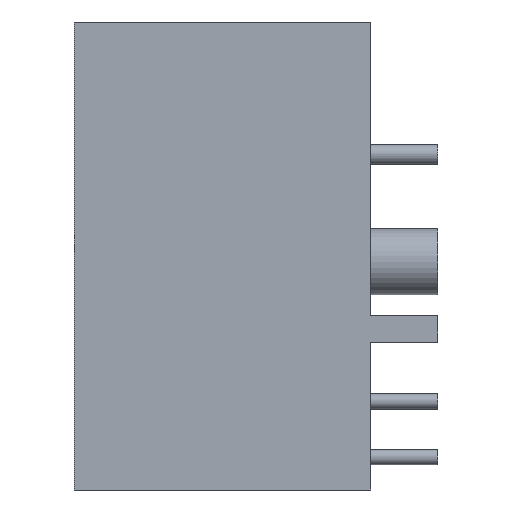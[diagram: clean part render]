
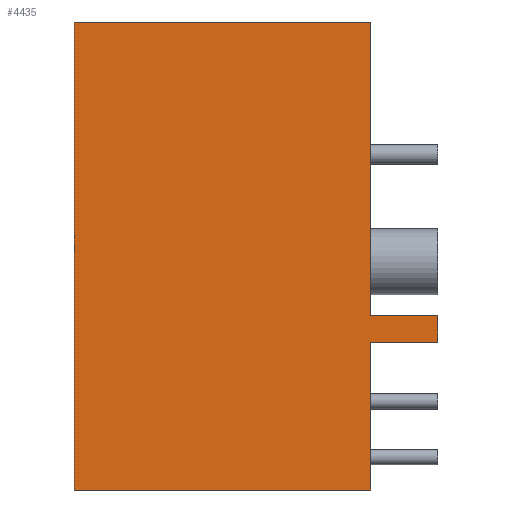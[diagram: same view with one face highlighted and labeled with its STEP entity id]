
A CAD part, left-side view. The second image highlights one B-rep face of the part: STEP entity #4435.
In plain terms, the highlighted planar face has unit normal (-1, 0, 0).
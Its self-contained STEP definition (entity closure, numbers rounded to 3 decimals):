
#411 = LINE ( 'NONE', #412, #413 ) ;
#412 = CARTESIAN_POINT ( 'NONE',  ( -8.02, 0., -21.3 ) ) ;
#413 = VECTOR ( 'NONE', #414, 1000. ) ;
#414 = DIRECTION ( 'NONE',  ( 0., 0., 1. ) ) ;
#615 = CARTESIAN_POINT ( 'NONE',  ( -8.02, 0., -21.3 ) ) ;
#721 = EDGE_CURVE ( 'NONE', #4451, #4518, #3844, .T. ) ;
#816 = CARTESIAN_POINT ( 'NONE',  ( -8.02, 13.5, 0. ) ) ;
#833 = CARTESIAN_POINT ( 'NONE',  ( -8.02, -3.05, -14.57 ) ) ;
#884 = FACE_OUTER_BOUND ( 'NONE', #4510, .T. ) ;
#885 = PLANE ( 'NONE',  #886 ) ;
#886 = AXIS2_PLACEMENT_3D ( 'NONE', #887, #888, #889 ) ;
#887 = CARTESIAN_POINT ( 'NONE',  ( -8.02, 0., -21.3 ) ) ;
#888 = DIRECTION ( 'NONE',  ( -1., 0., 0. ) ) ;
#889 = DIRECTION ( 'NONE',  ( 0., 0., 1. ) ) ;
#904 = CARTESIAN_POINT ( 'NONE',  ( -8.02, 13.5, -21.3 ) ) ;
#947 = CARTESIAN_POINT ( 'NONE',  ( -8.02, 0., -13.37 ) ) ;
#1516 = CARTESIAN_POINT ( 'NONE',  ( -8.02, 0., 0. ) ) ;
#1660 = CARTESIAN_POINT ( 'NONE',  ( -8.02, 0., -14.57 ) ) ;
#2068 = LINE ( 'NONE', #2069, #2070 ) ;
#2069 = CARTESIAN_POINT ( 'NONE',  ( -8.02, -3.05, -14.57 ) ) ;
#2070 = VECTOR ( 'NONE', #2071, 1000. ) ;
#2071 = DIRECTION ( 'NONE',  ( 0., 1., 0. ) ) ;
#2352 = LINE ( 'NONE', #2353, #2354 ) ;
#2353 = CARTESIAN_POINT ( 'NONE',  ( -8.02, -3.05, -13.37 ) ) ;
#2354 = VECTOR ( 'NONE', #2355, 1000. ) ;
#2355 = DIRECTION ( 'NONE',  ( 0., 1., 0. ) ) ;
#2574 = LINE ( 'NONE', #2575, #2576 ) ;
#2575 = CARTESIAN_POINT ( 'NONE',  ( -8.02, 0., 0. ) ) ;
#2576 = VECTOR ( 'NONE', #2577, 1000. ) ;
#2577 = DIRECTION ( 'NONE',  ( 0., -1., 0. ) ) ;
#2681 = LINE ( 'NONE', #2682, #2683 ) ;
#2682 = CARTESIAN_POINT ( 'NONE',  ( -8.02, 13.5, -21.3 ) ) ;
#2683 = VECTOR ( 'NONE', #2684, 1000. ) ;
#2684 = DIRECTION ( 'NONE',  ( 0., 0., 1. ) ) ;
#2740 = LINE ( 'NONE', #2741, #2742 ) ;
#2741 = CARTESIAN_POINT ( 'NONE',  ( -8.02, 0., -21.3 ) ) ;
#2742 = VECTOR ( 'NONE', #2743, 1000. ) ;
#2743 = DIRECTION ( 'NONE',  ( 0., -1., 0. ) ) ;
#2965 = EDGE_CURVE ( 'NONE', #4426, #4533, #2068, .T. ) ;
#3225 = LINE ( 'NONE', #3226, #3227 ) ;
#3226 = CARTESIAN_POINT ( 'NONE',  ( -8.02, -3.05, -14.57 ) ) ;
#3227 = VECTOR ( 'NONE', #3228, 1000. ) ;
#3228 = DIRECTION ( 'NONE',  ( 0., 0., -1. ) ) ;
#3278 = EDGE_CURVE ( 'NONE', #4320, #4451, #2352, .T. ) ;
#3434 = ORIENTED_EDGE ( 'NONE', *, *, #3522, .F. ) ;
#3522 = EDGE_CURVE ( 'NONE', #4420, #4518, #2574, .T. ) ;
#3590 = ORIENTED_EDGE ( 'NONE', *, *, #3677, .F. ) ;
#3608 = CARTESIAN_POINT ( 'NONE',  ( -8.02, -3.05, -13.37 ) ) ;
#3677 = EDGE_CURVE ( 'NONE', #4438, #4420, #2681, .T. ) ;
#3747 = EDGE_CURVE ( 'NONE', #4438, #4382, #2740, .T. ) ;
#3833 = ORIENTED_EDGE ( 'NONE', *, *, #4342, .T. ) ;
#3844 = LINE ( 'NONE', #3845, #3846 ) ;
#3845 = CARTESIAN_POINT ( 'NONE',  ( -8.02, 0., -21.3 ) ) ;
#3846 = VECTOR ( 'NONE', #3847, 1000. ) ;
#3847 = DIRECTION ( 'NONE',  ( 0., 0., 1. ) ) ;
#3901 = ORIENTED_EDGE ( 'NONE', *, *, #3747, .T. ) ;
#3902 = ORIENTED_EDGE ( 'NONE', *, *, #3278, .T. ) ;
#3987 = ORIENTED_EDGE ( 'NONE', *, *, #2965, .F. ) ;
#3989 = ORIENTED_EDGE ( 'NONE', *, *, #4284, .F. ) ;
#4284 = EDGE_CURVE ( 'NONE', #4320, #4426, #3225, .T. ) ;
#4287 = ORIENTED_EDGE ( 'NONE', *, *, #721, .T. ) ;
#4320 = VERTEX_POINT ( 'NONE', #3608 ) ;
#4342 = EDGE_CURVE ( 'NONE', #4382, #4533, #411, .T. ) ;
#4382 = VERTEX_POINT ( 'NONE', #615 ) ;
#4420 = VERTEX_POINT ( 'NONE', #816 ) ;
#4426 = VERTEX_POINT ( 'NONE', #833 ) ;
#4435 = ADVANCED_FACE ( 'NONE', ( #884 ), #885, .T. ) ;
#4438 = VERTEX_POINT ( 'NONE', #904 ) ;
#4451 = VERTEX_POINT ( 'NONE', #947 ) ;
#4510 = EDGE_LOOP ( 'NONE', ( #3434, #3590, #3901, #3833, #3987, #3989, #3902, #4287 ) ) ;
#4518 = VERTEX_POINT ( 'NONE', #1516 ) ;
#4533 = VERTEX_POINT ( 'NONE', #1660 ) ;
